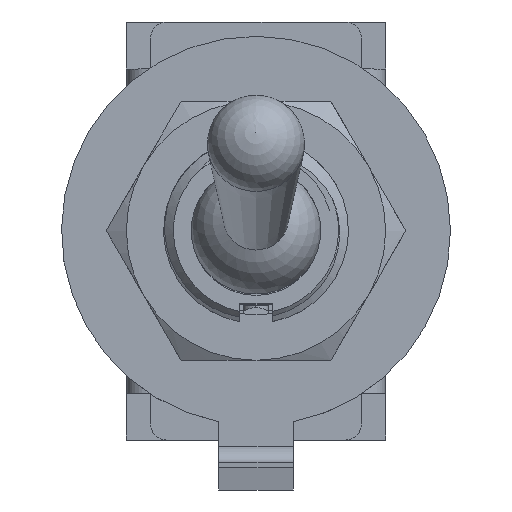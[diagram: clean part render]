
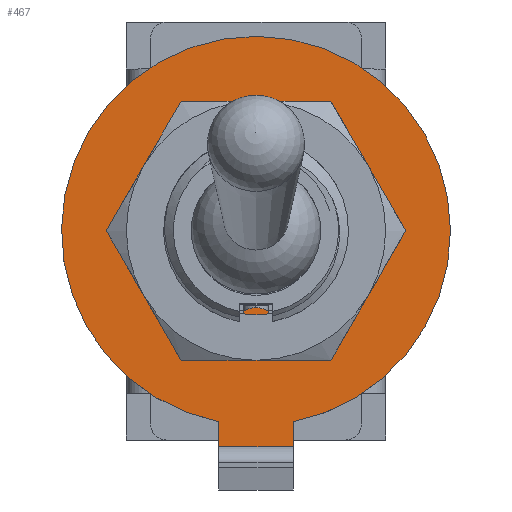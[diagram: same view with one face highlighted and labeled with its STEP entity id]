
A CAD part, top view. The second image highlights one B-rep face of the part: STEP entity #467.
In plain terms, the highlighted planar face has unit normal (0, 0, 1).
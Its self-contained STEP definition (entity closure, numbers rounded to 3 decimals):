
#100 = VERTEX_POINT('',#101);
#101 = CARTESIAN_POINT('',(-1.15,-5.889,0.35));
#107 = EDGE_CURVE('',#100,#108,#110,.T.);
#108 = VERTEX_POINT('',#109);
#109 = CARTESIAN_POINT('',(-1.15,-6.657,0.35));
#110 = LINE('',#111,#112);
#111 = CARTESIAN_POINT('',(-1.15,-5.,0.35));
#112 = VECTOR('',#113,1.);
#113 = DIRECTION('',(0.,-1.,0.));
#227 = VERTEX_POINT('',#228);
#228 = CARTESIAN_POINT('',(1.15,-6.657,0.35));
#235 = EDGE_CURVE('',#108,#227,#236,.T.);
#236 = LINE('',#237,#238);
#237 = CARTESIAN_POINT('',(-1.15,-6.657,0.35));
#238 = VECTOR('',#239,1.);
#239 = DIRECTION('',(1.,0.,0.));
#286 = VERTEX_POINT('',#287);
#287 = CARTESIAN_POINT('',(1.15,-5.889,0.35));
#293 = EDGE_CURVE('',#286,#227,#294,.T.);
#294 = LINE('',#295,#296);
#295 = CARTESIAN_POINT('',(1.15,-5.,0.35));
#296 = VECTOR('',#297,1.);
#297 = DIRECTION('',(0.,-1.,0.));
#374 = VERTEX_POINT('',#375);
#375 = CARTESIAN_POINT('',(0.4,-2.872,0.35));
#381 = EDGE_CURVE('',#374,#382,#384,.T.);
#382 = VERTEX_POINT('',#383);
#383 = CARTESIAN_POINT('',(0.4,-2.488,0.35));
#384 = LINE('',#385,#386);
#385 = CARTESIAN_POINT('',(0.4,-2.872,0.35));
#386 = VECTOR('',#387,1.);
#387 = DIRECTION('',(0.,1.,0.));
#405 = EDGE_CURVE('',#374,#406,#408,.T.);
#406 = VERTEX_POINT('',#407);
#407 = CARTESIAN_POINT('',(-0.4,-2.872,0.35));
#408 = CIRCLE('',#409,2.9);
#409 = AXIS2_PLACEMENT_3D('',#410,#411,#412);
#410 = CARTESIAN_POINT('',(0.,0.,0.35));
#411 = DIRECTION('',(0.,0.,1.));
#412 = DIRECTION('',(1.,0.,0.));
#430 = EDGE_CURVE('',#382,#431,#433,.T.);
#431 = VERTEX_POINT('',#432);
#432 = CARTESIAN_POINT('',(-0.4,-2.488,0.35));
#433 = CIRCLE('',#434,0.75);
#434 = AXIS2_PLACEMENT_3D('',#435,#436,#437);
#435 = CARTESIAN_POINT('',(0.,-3.122,0.35));
#436 = DIRECTION('',(0.,0.,1.));
#437 = DIRECTION('',(1.,0.,0.));
#455 = EDGE_CURVE('',#431,#406,#456,.T.);
#456 = LINE('',#457,#458);
#457 = CARTESIAN_POINT('',(-0.4,-2.488,0.35));
#458 = VECTOR('',#459,1.);
#459 = DIRECTION('',(0.,-1.,0.));
#467 = ADVANCED_FACE('',(#468,#489),#495,.T.);
#468 = FACE_BOUND('',#469,.T.);
#469 = EDGE_LOOP('',(#470,#479,#486,#487,#488));
#470 = ORIENTED_EDGE('',*,*,#471,.T.);
#471 = EDGE_CURVE('',#286,#472,#474,.T.);
#472 = VERTEX_POINT('',#473);
#473 = CARTESIAN_POINT('',(6.,0.,0.35));
#474 = CIRCLE('',#475,6.);
#475 = AXIS2_PLACEMENT_3D('',#476,#477,#478);
#476 = CARTESIAN_POINT('',(0.,0.,0.35));
#477 = DIRECTION('',(0.,0.,1.));
#478 = DIRECTION('',(1.,0.,0.));
#479 = ORIENTED_EDGE('',*,*,#480,.T.);
#480 = EDGE_CURVE('',#472,#100,#481,.T.);
#481 = CIRCLE('',#482,6.);
#482 = AXIS2_PLACEMENT_3D('',#483,#484,#485);
#483 = CARTESIAN_POINT('',(0.,0.,0.35));
#484 = DIRECTION('',(0.,0.,1.));
#485 = DIRECTION('',(1.,0.,0.));
#486 = ORIENTED_EDGE('',*,*,#107,.T.);
#487 = ORIENTED_EDGE('',*,*,#235,.T.);
#488 = ORIENTED_EDGE('',*,*,#293,.F.);
#489 = FACE_BOUND('',#490,.T.);
#490 = EDGE_LOOP('',(#491,#492,#493,#494));
#491 = ORIENTED_EDGE('',*,*,#381,.T.);
#492 = ORIENTED_EDGE('',*,*,#430,.T.);
#493 = ORIENTED_EDGE('',*,*,#455,.T.);
#494 = ORIENTED_EDGE('',*,*,#405,.F.);
#495 = PLANE('',#496);
#496 = AXIS2_PLACEMENT_3D('',#497,#498,#499);
#497 = CARTESIAN_POINT('',(0.235,-0.6,0.35));
#498 = DIRECTION('',(0.,0.,1.));
#499 = DIRECTION('',(0.,1.,0.));
